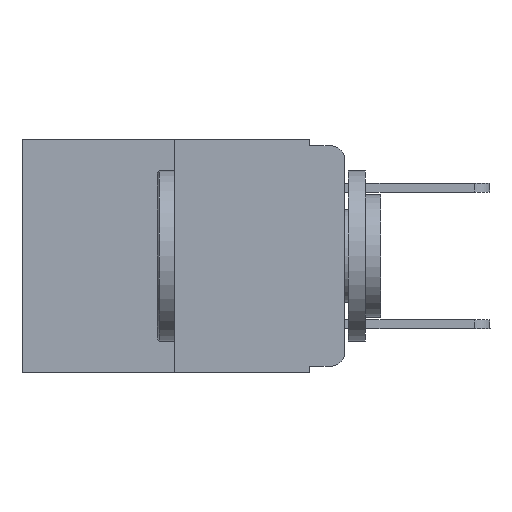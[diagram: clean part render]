
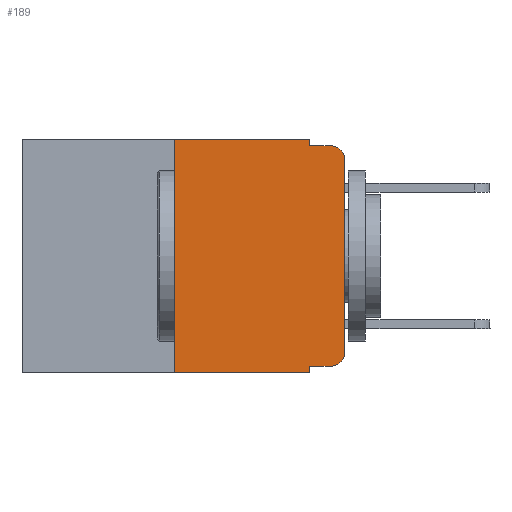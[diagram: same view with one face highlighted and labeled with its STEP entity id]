
A CAD part, left-side view. The second image highlights one B-rep face of the part: STEP entity #189.
In plain terms, the highlighted planar face has unit normal (-1, 0, 0).
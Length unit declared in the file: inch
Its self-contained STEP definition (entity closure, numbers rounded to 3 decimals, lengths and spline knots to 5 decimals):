
#117 = VECTOR ( 'NONE', #8199, 39.37008 ) ;
#189 = ADVANCED_FACE ( 'NONE', ( #15990 ), #11073, .F. ) ;
#656 = VERTEX_POINT ( 'NONE', #3757 ) ;
#758 = VECTOR ( 'NONE', #5525, 39.37008 ) ;
#829 = ORIENTED_EDGE ( 'NONE', *, *, #4147, .F. ) ;
#916 = DIRECTION ( 'NONE',  ( 0., 0., -1. ) ) ;
#1009 = ORIENTED_EDGE ( 'NONE', *, *, #3121, .T. ) ;
#1037 = CARTESIAN_POINT ( 'NONE',  ( 0., 0.25, 0. ) ) ;
#1248 = EDGE_CURVE ( 'NONE', #5273, #656, #5516, .T. ) ;
#1484 = CARTESIAN_POINT ( 'NONE',  ( 0., 0.25, -0.343 ) ) ;
#1787 = ORIENTED_EDGE ( 'NONE', *, *, #9929, .F. ) ;
#1819 = VERTEX_POINT ( 'NONE', #9499 ) ;
#1863 = EDGE_CURVE ( 'NONE', #1819, #2815, #14723, .T. ) ;
#1869 = VERTEX_POINT ( 'NONE', #14340 ) ;
#2310 = DIRECTION ( 'NONE',  ( 0., 0., -1. ) ) ;
#2734 = ORIENTED_EDGE ( 'NONE', *, *, #1248, .T. ) ;
#2815 = VERTEX_POINT ( 'NONE', #13955 ) ;
#2911 = LINE ( 'NONE', #9222, #13935 ) ;
#3121 = EDGE_CURVE ( 'NONE', #13191, #1819, #5892, .T. ) ;
#3240 = ORIENTED_EDGE ( 'NONE', *, *, #6355, .F. ) ;
#3757 = CARTESIAN_POINT ( 'NONE',  ( 0., 0.051, -0.343 ) ) ;
#4147 = EDGE_CURVE ( 'NONE', #13191, #656, #12039, .T. ) ;
#4267 = CARTESIAN_POINT ( 'NONE',  ( 0., 0.051, 0. ) ) ;
#4449 = LINE ( 'NONE', #10762, #758 ) ;
#4569 = VECTOR ( 'NONE', #6969, 39.37008 ) ;
#5028 = CARTESIAN_POINT ( 'NONE',  ( 0., 0.02, -0.03 ) ) ;
#5092 = EDGE_CURVE ( 'NONE', #2815, #13635, #13534, .T. ) ;
#5273 = VERTEX_POINT ( 'NONE', #1484 ) ;
#5516 = LINE ( 'NONE', #7898, #11681 ) ;
#5525 = DIRECTION ( 'NONE',  ( 0., 0., -1. ) ) ;
#5889 = CARTESIAN_POINT ( 'NONE',  ( 0., 0.02, -0.313 ) ) ;
#5892 = LINE ( 'NONE', #14499, #117 ) ;
#6046 = DIRECTION ( 'NONE',  ( 0., 0., 1. ) ) ;
#6355 = EDGE_CURVE ( 'NONE', #1869, #8965, #8166, .T. ) ;
#6832 = ORIENTED_EDGE ( 'NONE', *, *, #14052, .F. ) ;
#6969 = DIRECTION ( 'NONE',  ( 0., 0., -1. ) ) ;
#7320 = CARTESIAN_POINT ( 'NONE',  ( 0., 0., 0. ) ) ;
#7487 = DIRECTION ( 'NONE',  ( -1., 0., 0. ) ) ;
#7898 = CARTESIAN_POINT ( 'NONE',  ( 0., 0.473, -0.343 ) ) ;
#7971 = DIRECTION ( 'NONE',  ( 0., -1., 0. ) ) ;
#8166 = LINE ( 'NONE', #15458, #9362 ) ;
#8199 = DIRECTION ( 'NONE',  ( 0., -1., 0. ) ) ;
#8616 = AXIS2_PLACEMENT_3D ( 'NONE', #12294, #13779, #2310 ) ;
#8661 = CARTESIAN_POINT ( 'NONE',  ( 0., 0.02, -0.01 ) ) ;
#8965 = VERTEX_POINT ( 'NONE', #14840 ) ;
#9222 = CARTESIAN_POINT ( 'NONE',  ( 0., 0.051, -0.01 ) ) ;
#9342 = DIRECTION ( 'NONE',  ( -1., 0., 0. ) ) ;
#9362 = VECTOR ( 'NONE', #10469, 39.37008 ) ;
#9499 = CARTESIAN_POINT ( 'NONE',  ( 0., 0.02, -0.333 ) ) ;
#9770 = DIRECTION ( 'NONE',  ( 0., 0., 1. ) ) ;
#9929 = EDGE_CURVE ( 'NONE', #8965, #14710, #4449, .T. ) ;
#10177 = EDGE_CURVE ( 'NONE', #13635, #12743, #10720, .T. ) ;
#10469 = DIRECTION ( 'NONE',  ( 0., -1., 0. ) ) ;
#10720 = CIRCLE ( 'NONE', #12555, 0.02 ) ;
#10762 = CARTESIAN_POINT ( 'NONE',  ( 0., 0.051, 0. ) ) ;
#10887 = DIRECTION ( 'NONE',  ( 0., 0., -1. ) ) ;
#11073 = PLANE ( 'NONE',  #8616 ) ;
#11681 = VECTOR ( 'NONE', #7971, 39.37008 ) ;
#11847 = ORIENTED_EDGE ( 'NONE', *, *, #10177, .T. ) ;
#12039 = LINE ( 'NONE', #4267, #4569 ) ;
#12294 = CARTESIAN_POINT ( 'NONE',  ( 0., 0.473, 0. ) ) ;
#12555 = AXIS2_PLACEMENT_3D ( 'NONE', #5028, #7487, #916 ) ;
#12606 = CARTESIAN_POINT ( 'NONE',  ( 0., 0., -0.03 ) ) ;
#12743 = VERTEX_POINT ( 'NONE', #8661 ) ;
#12870 = CARTESIAN_POINT ( 'NONE',  ( 0., 0.051, -0.333 ) ) ;
#13191 = VERTEX_POINT ( 'NONE', #12870 ) ;
#13534 = LINE ( 'NONE', #7320, #15342 ) ;
#13635 = VERTEX_POINT ( 'NONE', #12606 ) ;
#13779 = DIRECTION ( 'NONE',  ( 1., 0., 0. ) ) ;
#13935 = VECTOR ( 'NONE', #15691, 39.37008 ) ;
#13946 = ORIENTED_EDGE ( 'NONE', *, *, #1863, .T. ) ;
#13955 = CARTESIAN_POINT ( 'NONE',  ( 0., 0., -0.313 ) ) ;
#14040 = EDGE_LOOP ( 'NONE', ( #14550, #11847, #6832, #1787, #3240, #15889, #2734, #829, #1009, #13946 ) ) ;
#14052 = EDGE_CURVE ( 'NONE', #14710, #12743, #2911, .T. ) ;
#14281 = VECTOR ( 'NONE', #6046, 39.37008 ) ;
#14340 = CARTESIAN_POINT ( 'NONE',  ( 0., 0.25, 0. ) ) ;
#14499 = CARTESIAN_POINT ( 'NONE',  ( 0., 0.051, -0.333 ) ) ;
#14550 = ORIENTED_EDGE ( 'NONE', *, *, #5092, .T. ) ;
#14710 = VERTEX_POINT ( 'NONE', #15831 ) ;
#14723 = CIRCLE ( 'NONE', #16056, 0.02 ) ;
#14840 = CARTESIAN_POINT ( 'NONE',  ( 0., 0.051, 0. ) ) ;
#14894 = LINE ( 'NONE', #1037, #14281 ) ;
#15200 = EDGE_CURVE ( 'NONE', #5273, #1869, #14894, .T. ) ;
#15342 = VECTOR ( 'NONE', #9770, 39.37008 ) ;
#15458 = CARTESIAN_POINT ( 'NONE',  ( 0., 0.473, 0. ) ) ;
#15691 = DIRECTION ( 'NONE',  ( 0., -1., 0. ) ) ;
#15831 = CARTESIAN_POINT ( 'NONE',  ( 0., 0.051, -0.01 ) ) ;
#15889 = ORIENTED_EDGE ( 'NONE', *, *, #15200, .F. ) ;
#15990 = FACE_OUTER_BOUND ( 'NONE', #14040, .T. ) ;
#16056 = AXIS2_PLACEMENT_3D ( 'NONE', #5889, #9342, #10887 ) ;
